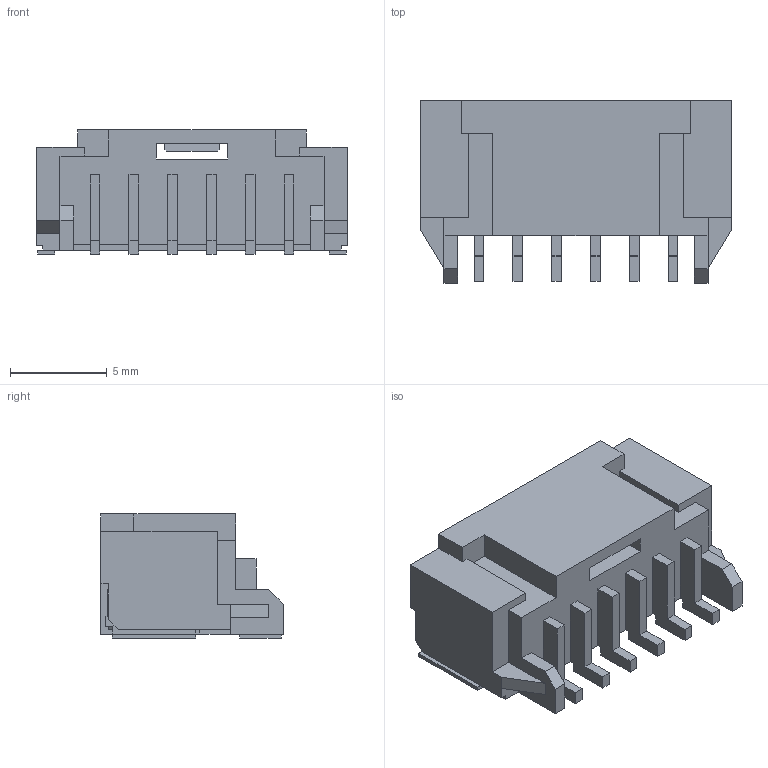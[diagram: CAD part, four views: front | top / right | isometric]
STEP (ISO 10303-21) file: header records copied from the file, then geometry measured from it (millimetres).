
FILE_DESCRIPTION(/* description */ (''),/* implementation_level */ '2;1');
FILE_NAME(/* name */ '5023520600.step',/* time_stamp */ '2023-10-30T16:55:04-07:00',/* author */ (''),/* organization */ (''),/* preprocessor_version */ 'ST-DEVELOPER v20',/* originating_system */ 'Autodesk Translation Framework v12.14.0.127',/* authorisation */ '');
FILE_SCHEMA (('AUTOMOTIVE_DESIGN { 1 0 10303 214 3 1 1 }'));
Length unit declared in the file: millimetre
Products named in the file (1): (Unsaved)
Bounding box: 16 x 9.4 x 6.4 mm (x, y, z)
Volume: 342.5 mm3; surface area: 908.8 mm2
Topology: 1 solids, 1 shells, 271 faces, 733 edges, 470 vertices
Faces by surface type: plane 271
Entity records: 8296 total; most frequent: CARTESIAN_POINT 1475, ORIENTED_EDGE 1466, DIRECTION 1277, LINE 733, VECTOR 733, EDGE_CURVE 733, VERTEX_POINT 470, EDGE_LOOP 279
